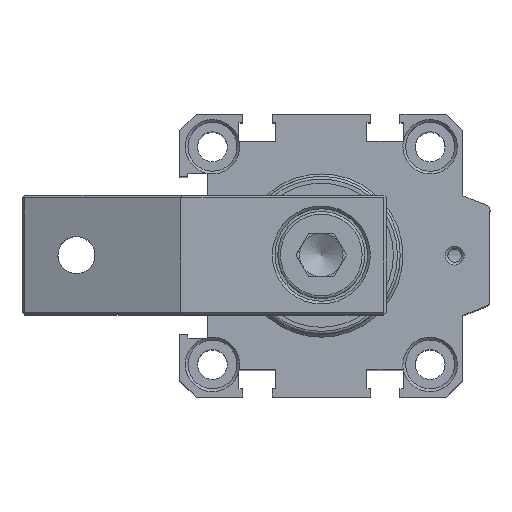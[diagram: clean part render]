
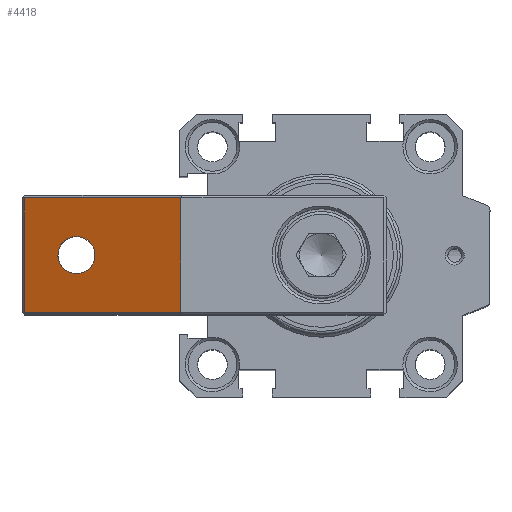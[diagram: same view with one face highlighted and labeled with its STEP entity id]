
A CAD part, top view. The second image highlights one B-rep face of the part: STEP entity #4418.
In plain terms, the highlighted planar face has unit normal (-0.407, 0, 0.913).
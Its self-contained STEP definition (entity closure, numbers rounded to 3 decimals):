
#76=ELLIPSE('',#4921,3.722,3.4);
#77=ELLIPSE('',#4922,3.722,3.4);
#122=FACE_BOUND('',#764,.T.);
#290=PLANE('',#4920);
#509=FACE_OUTER_BOUND('',#763,.T.);
#763=EDGE_LOOP('',(#4013,#4014,#4015,#4016));
#764=EDGE_LOOP('',(#4017,#4018));
#1113=LINE('',#7562,#1508);
#1134=LINE('',#7603,#1529);
#1136=LINE('',#7607,#1531);
#1137=LINE('',#7608,#1532);
#1508=VECTOR('',#6091,1000.);
#1529=VECTOR('',#6122,1000.);
#1531=VECTOR('',#6126,1000.);
#1532=VECTOR('',#6127,1000.);
#2176=VERTEX_POINT('',#7560);
#2177=VERTEX_POINT('',#7561);
#2192=VERTEX_POINT('',#7602);
#2193=VERTEX_POINT('',#7606);
#2194=VERTEX_POINT('',#7609);
#2195=VERTEX_POINT('',#7610);
#2788=EDGE_CURVE('',#2176,#2177,#1113,.T.);
#2809=EDGE_CURVE('',#2192,#2176,#1134,.T.);
#2811=EDGE_CURVE('',#2193,#2192,#1136,.T.);
#2812=EDGE_CURVE('',#2193,#2177,#1137,.T.);
#2813=EDGE_CURVE('',#2194,#2195,#76,.T.);
#2814=EDGE_CURVE('',#2195,#2194,#77,.T.);
#4013=ORIENTED_EDGE('',*,*,#2811,.T.);
#4014=ORIENTED_EDGE('',*,*,#2809,.T.);
#4015=ORIENTED_EDGE('',*,*,#2788,.T.);
#4016=ORIENTED_EDGE('',*,*,#2812,.F.);
#4017=ORIENTED_EDGE('',*,*,#2813,.T.);
#4018=ORIENTED_EDGE('',*,*,#2814,.T.);
#4418=ADVANCED_FACE('',(#509,#122),#290,.F.);
#4920=AXIS2_PLACEMENT_3D('',#7605,#6124,#6125);
#4921=AXIS2_PLACEMENT_3D('',#7611,#6128,#6129);
#4922=AXIS2_PLACEMENT_3D('',#7612,#6130,#6131);
#6091=DIRECTION('',(0.914,0.,0.407));
#6122=DIRECTION('',(0.,-1.,0.));
#6124=DIRECTION('center_axis',(0.407,0.,-0.914));
#6125=DIRECTION('ref_axis',(-0.914,0.,-0.407));
#6126=DIRECTION('',(-0.914,0.,-0.407));
#6127=DIRECTION('',(0.,-1.,0.));
#6128=DIRECTION('center_axis',(0.407,0.,-0.914));
#6129=DIRECTION('ref_axis',(0.914,0.,0.407));
#6130=DIRECTION('center_axis',(0.407,0.,-0.914));
#6131=DIRECTION('ref_axis',(0.914,0.,0.407));
#7560=CARTESIAN_POINT('',(-54.543,-10.5,139.203));
#7561=CARTESIAN_POINT('',(-25.802,-10.5,152.));
#7562=CARTESIAN_POINT('',(-55.,-10.5,139.));
#7602=CARTESIAN_POINT('',(-54.543,10.5,139.203));
#7603=CARTESIAN_POINT('',(-54.543,-10.5,139.203));
#7605=CARTESIAN_POINT('Origin',(-55.,11.,139.));
#7606=CARTESIAN_POINT('',(-25.802,10.5,152.));
#7607=CARTESIAN_POINT('',(-55.,10.5,139.));
#7608=CARTESIAN_POINT('',(-25.802,11.,152.));
#7609=CARTESIAN_POINT('',(-41.6,0.,144.966));
#7610=CARTESIAN_POINT('',(-48.4,0.,141.939));
#7611=CARTESIAN_POINT('Origin',(-45.,0.,143.452));
#7612=CARTESIAN_POINT('Origin',(-45.,0.,143.452));
